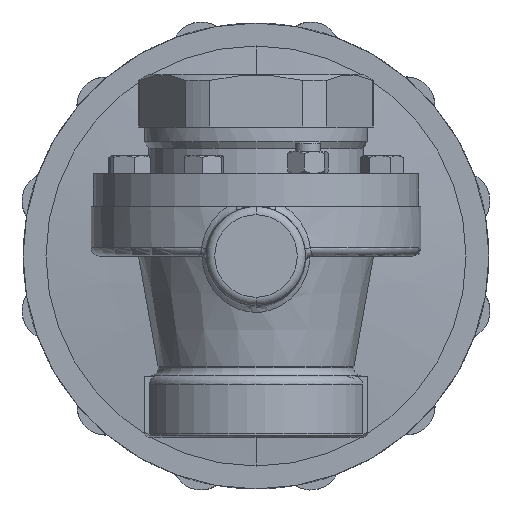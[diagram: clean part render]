
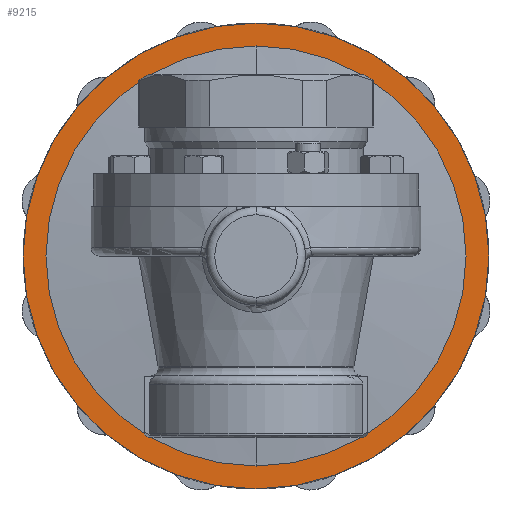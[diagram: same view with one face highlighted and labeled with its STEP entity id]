
A CAD part, front view. The second image highlights one B-rep face of the part: STEP entity #9215.
In plain terms, the highlighted planar face has unit normal (0, -1, 0).
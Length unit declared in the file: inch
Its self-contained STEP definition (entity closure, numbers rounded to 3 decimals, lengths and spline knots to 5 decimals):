
#194 = DIRECTION ( 'NONE',  ( 0., 0., -1. ) ) ;
#660 = AXIS2_PLACEMENT_3D ( 'NONE', #5249, #15964, #4036 ) ;
#703 = DIRECTION ( 'NONE',  ( 0., -1., 0. ) ) ;
#880 = AXIS2_PLACEMENT_3D ( 'NONE', #11084, #703, #12559 ) ;
#1578 = DIRECTION ( 'NONE',  ( 0., -1., 0. ) ) ;
#1782 = CARTESIAN_POINT ( 'NONE',  ( 0., 2.514, 3.53 ) ) ;
#2242 = DIRECTION ( 'NONE',  ( 0., -1., 0. ) ) ;
#2805 = VERTEX_POINT ( 'NONE', #8542 ) ;
#3148 = CIRCLE ( 'NONE', #5063, 3.18273 ) ;
#3347 = CARTESIAN_POINT ( 'NONE',  ( 0., 2.514, 0. ) ) ;
#3493 = CIRCLE ( 'NONE', #660, 3.18273 ) ;
#3843 = CARTESIAN_POINT ( 'NONE',  ( 0., 2.514, -3.53 ) ) ;
#4036 = DIRECTION ( 'NONE',  ( 0., 0., -1. ) ) ;
#4260 = ORIENTED_EDGE ( 'NONE', *, *, #7912, .F. ) ;
#4496 = EDGE_CURVE ( 'NONE', #16121, #2805, #3148, .T. ) ;
#5063 = AXIS2_PLACEMENT_3D ( 'NONE', #9104, #5241, #11841 ) ;
#5241 = DIRECTION ( 'NONE',  ( 0., -1., 0. ) ) ;
#5249 = CARTESIAN_POINT ( 'NONE',  ( 0., 2.514, 0. ) ) ;
#5318 = FACE_BOUND ( 'NONE', #9336, .T. ) ;
#5404 = CARTESIAN_POINT ( 'NONE',  ( 0., 2.514, -3.18273 ) ) ;
#6208 = DIRECTION ( 'NONE',  ( 0., 0., -1. ) ) ;
#6648 = VERTEX_POINT ( 'NONE', #1782 ) ;
#7719 = EDGE_CURVE ( 'NONE', #6648, #12073, #14443, .T. ) ;
#7912 = EDGE_CURVE ( 'NONE', #2805, #16121, #3493, .T. ) ;
#8542 = CARTESIAN_POINT ( 'NONE',  ( 0., 2.514, 3.18273 ) ) ;
#8704 = EDGE_CURVE ( 'NONE', #12073, #6648, #10729, .T. ) ;
#9104 = CARTESIAN_POINT ( 'NONE',  ( 0., 2.514, 0. ) ) ;
#9215 = ADVANCED_FACE ( 'NONE', ( #5318, #13581 ), #11752, .T. ) ;
#9336 = EDGE_LOOP ( 'NONE', ( #4260, #14196 ) ) ;
#10729 = CIRCLE ( 'NONE', #880, 3.53 ) ;
#10915 = ORIENTED_EDGE ( 'NONE', *, *, #8704, .T. ) ;
#11084 = CARTESIAN_POINT ( 'NONE',  ( 0., 2.514, 0. ) ) ;
#11524 = ORIENTED_EDGE ( 'NONE', *, *, #7719, .T. ) ;
#11752 = PLANE ( 'NONE',  #12543 ) ;
#11841 = DIRECTION ( 'NONE',  ( 0., 0., -1. ) ) ;
#12073 = VERTEX_POINT ( 'NONE', #3843 ) ;
#12543 = AXIS2_PLACEMENT_3D ( 'NONE', #14372, #1578, #194 ) ;
#12559 = DIRECTION ( 'NONE',  ( 0., 0., -1. ) ) ;
#13581 = FACE_OUTER_BOUND ( 'NONE', #17023, .T. ) ;
#14196 = ORIENTED_EDGE ( 'NONE', *, *, #4496, .F. ) ;
#14372 = CARTESIAN_POINT ( 'NONE',  ( 3.18273, 2.514, 0. ) ) ;
#14443 = CIRCLE ( 'NONE', #14604, 3.53 ) ;
#14604 = AXIS2_PLACEMENT_3D ( 'NONE', #3347, #2242, #6208 ) ;
#15964 = DIRECTION ( 'NONE',  ( 0., -1., 0. ) ) ;
#16121 = VERTEX_POINT ( 'NONE', #5404 ) ;
#17023 = EDGE_LOOP ( 'NONE', ( #10915, #11524 ) ) ;
